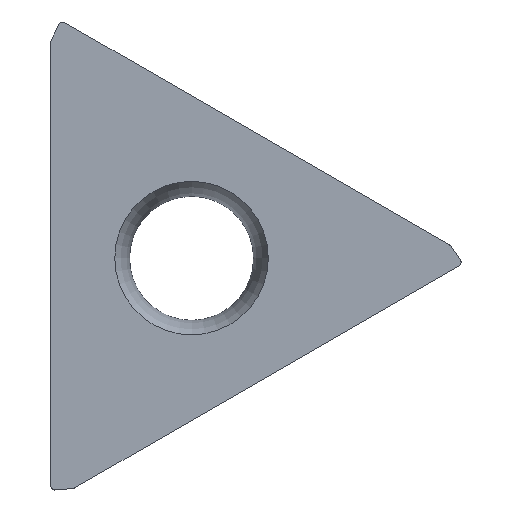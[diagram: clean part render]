
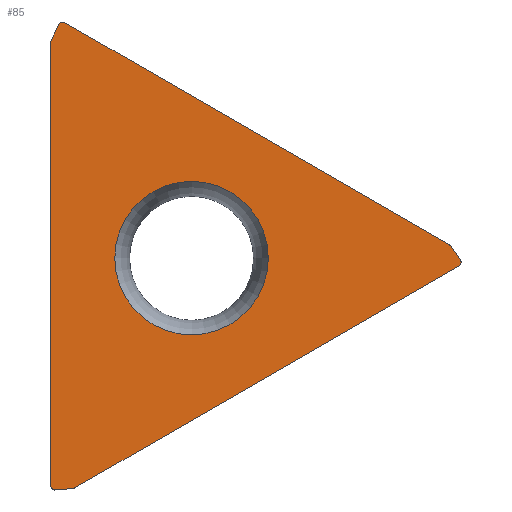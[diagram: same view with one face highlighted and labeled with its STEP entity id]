
A CAD part, top view. The second image highlights one B-rep face of the part: STEP entity #85.
In plain terms, the highlighted planar face has unit normal (0, 0, 1).
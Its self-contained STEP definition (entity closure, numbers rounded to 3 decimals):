
#43=ELLIPSE('',#365,0.105,0.1);
#45=ELLIPSE('',#368,0.104,0.1);
#47=ELLIPSE('',#371,0.105,0.1);
#49=ELLIPSE('',#374,0.104,0.1);
#51=ELLIPSE('',#377,0.105,0.1);
#53=ELLIPSE('',#380,0.104,0.1);
#62=FACE_BOUND('',#125,.T.);
#63=FACE_BOUND('',#126,.T.);
#67=CIRCLE('',#359,1.733);
#85=ADVANCED_FACE('',(#62,#63),#93,.T.);
#93=PLANE('',#386);
#125=EDGE_LOOP('',(#183));
#126=EDGE_LOOP('',(#184,#185,#186,#187,#188,#189,#190,#191,#192,#193,#194,
#195));
#183=ORIENTED_EDGE('',*,*,#250,.F.);
#184=ORIENTED_EDGE('',*,*,#268,.F.);
#185=ORIENTED_EDGE('',*,*,#240,.T.);
#186=ORIENTED_EDGE('',*,*,#266,.F.);
#187=ORIENTED_EDGE('',*,*,#257,.F.);
#188=ORIENTED_EDGE('',*,*,#264,.F.);
#189=ORIENTED_EDGE('',*,*,#248,.T.);
#190=ORIENTED_EDGE('',*,*,#274,.F.);
#191=ORIENTED_EDGE('',*,*,#253,.F.);
#192=ORIENTED_EDGE('',*,*,#272,.F.);
#193=ORIENTED_EDGE('',*,*,#243,.F.);
#194=ORIENTED_EDGE('',*,*,#270,.F.);
#195=ORIENTED_EDGE('',*,*,#261,.F.);
#209=VERTEX_POINT('',#557);
#212=VERTEX_POINT('',#562);
#215=VERTEX_POINT('',#569);
#216=VERTEX_POINT('',#571);
#217=VERTEX_POINT('',#575);
#220=VERTEX_POINT('',#580);
#222=VERTEX_POINT('',#586);
#225=VERTEX_POINT('',#592);
#226=VERTEX_POINT('',#594);
#229=VERTEX_POINT('',#601);
#230=VERTEX_POINT('',#603);
#233=VERTEX_POINT('',#610);
#234=VERTEX_POINT('',#612);
#240=EDGE_CURVE('',#209,#212,#280,.T.);
#243=EDGE_CURVE('',#215,#216,#283,.T.);
#248=EDGE_CURVE('',#217,#220,#288,.T.);
#250=EDGE_CURVE('',#222,#222,#67,.T.);
#253=EDGE_CURVE('',#225,#226,#291,.T.);
#257=EDGE_CURVE('',#229,#230,#295,.T.);
#261=EDGE_CURVE('',#233,#234,#299,.T.);
#264=EDGE_CURVE('',#217,#229,#43,.T.);
#266=EDGE_CURVE('',#230,#212,#45,.T.);
#268=EDGE_CURVE('',#209,#233,#47,.T.);
#270=EDGE_CURVE('',#234,#215,#49,.T.);
#272=EDGE_CURVE('',#216,#225,#51,.T.);
#274=EDGE_CURVE('',#226,#220,#53,.T.);
#280=LINE('',#563,#304);
#283=LINE('',#570,#307);
#288=LINE('',#581,#312);
#291=LINE('',#593,#315);
#295=LINE('',#602,#319);
#299=LINE('',#611,#323);
#304=VECTOR('',#397,1.);
#307=VECTOR('',#402,1.);
#312=VECTOR('',#409,1.);
#315=VECTOR('',#420,1.);
#319=VECTOR('',#426,1.);
#323=VECTOR('',#432,1.);
#359=AXIS2_PLACEMENT_3D('',#585,#414,#415);
#365=AXIS2_PLACEMENT_3D('',#616,#438,#439);
#368=AXIS2_PLACEMENT_3D('',#619,#444,#445);
#371=AXIS2_PLACEMENT_3D('',#622,#450,#451);
#374=AXIS2_PLACEMENT_3D('',#625,#456,#457);
#377=AXIS2_PLACEMENT_3D('',#628,#462,#463);
#380=AXIS2_PLACEMENT_3D('',#631,#468,#469);
#386=AXIS2_PLACEMENT_3D('',#639,#480,#481);
#397=DIRECTION('',(-0.866,0.5,0.));
#402=DIRECTION('',(-0.866,-0.5,0.));
#409=DIRECTION('',(0.,-1.,0.));
#414=DIRECTION('',(0.,0.,1.));
#415=DIRECTION('',(1.,0.,0.));
#420=DIRECTION('',(-0.996,-0.087,0.));
#426=DIRECTION('',(0.423,0.906,0.));
#432=DIRECTION('',(0.574,-0.819,0.));
#438=DIRECTION('',(0.,0.,-1.));
#439=DIRECTION('',(0.398,-0.917,0.));
#444=DIRECTION('',(0.,0.,-1.));
#445=DIRECTION('',(-0.547,0.837,0.));
#450=DIRECTION('',(0.,0.,-1.));
#451=DIRECTION('',(-0.993,0.114,0.));
#456=DIRECTION('',(0.,0.,-1.));
#457=DIRECTION('',(0.998,0.055,0.));
#462=DIRECTION('',(0.,0.,-1.));
#463=DIRECTION('',(0.595,0.803,0.));
#468=DIRECTION('',(0.,0.,-1.));
#469=DIRECTION('',(-0.452,-0.892,0.));
#480=DIRECTION('',(0.,0.,1.));
#481=DIRECTION('',(1.,0.,0.));
#557=CARTESIAN_POINT('',(5.809,0.312,0.));
#562=CARTESIAN_POINT('',(-2.86,5.317,0.));
#563=CARTESIAN_POINT('',(-5.1,6.611,0.));
#569=CARTESIAN_POINT('',(6.035,-0.182,0.));
#570=CARTESIAN_POINT('',(3.829,-1.455,0.));
#571=CARTESIAN_POINT('',(-2.634,-5.187,0.));
#575=CARTESIAN_POINT('',(-3.175,4.875,0.));
#580=CARTESIAN_POINT('',(-3.175,-5.135,0.));
#581=CARTESIAN_POINT('',(-3.175,-7.722,0.));
#585=CARTESIAN_POINT('',(0.,0.,0.));
#586=CARTESIAN_POINT('',(1.733,0.,0.));
#592=CARTESIAN_POINT('',(-2.677,-5.201,0.));
#593=CARTESIAN_POINT('',(-2.7,-5.203,0.));
#594=CARTESIAN_POINT('',(-3.069,-5.235,0.));
#601=CARTESIAN_POINT('',(-3.165,4.919,0.));
#602=CARTESIAN_POINT('',(-3.149,4.954,0.));
#603=CARTESIAN_POINT('',(-2.999,5.275,0.));
#610=CARTESIAN_POINT('',(5.842,0.282,0.));
#611=CARTESIAN_POINT('',(5.866,0.249,0.));
#612=CARTESIAN_POINT('',(6.068,-0.04,0.));
#616=CARTESIAN_POINT('',(-3.074,4.871,0.));
#619=CARTESIAN_POINT('',(-2.908,5.229,0.));
#622=CARTESIAN_POINT('',(5.756,0.227,0.));
#625=CARTESIAN_POINT('',(5.982,-0.096,0.));
#628=CARTESIAN_POINT('',(-2.681,-5.098,0.));
#631=CARTESIAN_POINT('',(-3.074,-5.132,0.));
#639=CARTESIAN_POINT('',(0.,0.,0.));
